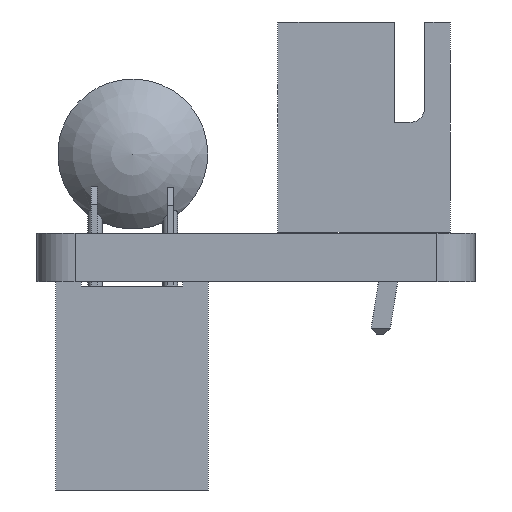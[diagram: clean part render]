
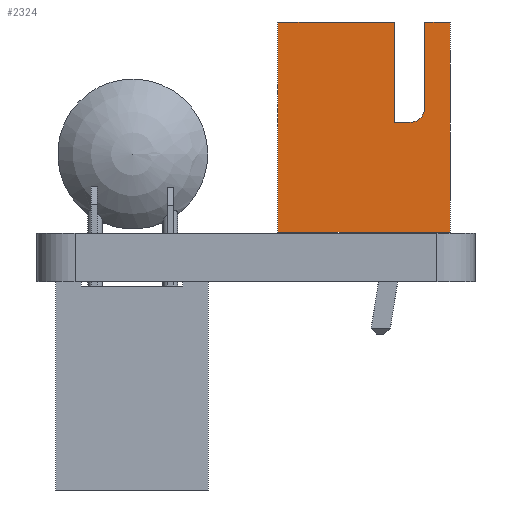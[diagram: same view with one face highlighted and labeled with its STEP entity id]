
A CAD part, left-side view. The second image highlights one B-rep face of the part: STEP entity #2324.
In plain terms, the highlighted face is planar.
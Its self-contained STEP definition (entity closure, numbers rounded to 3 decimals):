
#1383 = PLANE('',#1384);
#1384 = AXIS2_PLACEMENT_3D('',#1385,#1386,#1387);
#1385 = CARTESIAN_POINT('',(1.25,-0.525,7.));
#1386 = DIRECTION('',(0.,0.,1.));
#1387 = DIRECTION('',(-1.,0.,0.));
#1436 = VERTEX_POINT('',#1437);
#1437 = CARTESIAN_POINT('',(4.95,-3.4,7.));
#1451 = PLANE('',#1452);
#1452 = AXIS2_PLACEMENT_3D('',#1453,#1454,#1455);
#1453 = CARTESIAN_POINT('',(-2.45,-3.4,0.));
#1454 = DIRECTION('',(0.,1.,0.));
#1455 = DIRECTION('',(1.,0.,0.));
#1463 = EDGE_CURVE('',#1436,#1464,#1466,.T.);
#1464 = VERTEX_POINT('',#1465);
#1465 = CARTESIAN_POINT('',(4.95,0.5,7.));
#1466 = SURFACE_CURVE('',#1467,(#1471,#1478),.PCURVE_S1.);
#1467 = LINE('',#1468,#1469);
#1468 = CARTESIAN_POINT('',(4.95,-3.4,7.));
#1469 = VECTOR('',#1470,1.);
#1470 = DIRECTION('',(0.,1.,0.));
#1471 = PCURVE('',#1383,#1472);
#1472 = DEFINITIONAL_REPRESENTATION('',(#1473),#1477);
#1473 = LINE('',#1474,#1475);
#1474 = CARTESIAN_POINT('',(-3.7,2.875));
#1475 = VECTOR('',#1476,1.);
#1476 = DIRECTION('',(0.,-1.));
#1477 = ( GEOMETRIC_REPRESENTATION_CONTEXT(2) 
PARAMETRIC_REPRESENTATION_CONTEXT() REPRESENTATION_CONTEXT('2D SPACE',''
  ) );
#1478 = PCURVE('',#1479,#1484);
#1479 = PLANE('',#1480);
#1480 = AXIS2_PLACEMENT_3D('',#1481,#1482,#1483);
#1481 = CARTESIAN_POINT('',(4.95,-3.4,0.));
#1482 = DIRECTION('',(-1.,0.,0.));
#1483 = DIRECTION('',(0.,1.,0.));
#1484 = DEFINITIONAL_REPRESENTATION('',(#1485),#1489);
#1485 = LINE('',#1486,#1487);
#1486 = CARTESIAN_POINT('',(0.,-7.));
#1487 = VECTOR('',#1488,1.);
#1488 = DIRECTION('',(1.,0.));
#1489 = ( GEOMETRIC_REPRESENTATION_CONTEXT(2) 
PARAMETRIC_REPRESENTATION_CONTEXT() REPRESENTATION_CONTEXT('2D SPACE',''
  ) );
#1507 = PLANE('',#1508);
#1508 = AXIS2_PLACEMENT_3D('',#1509,#1510,#1511);
#1509 = CARTESIAN_POINT('',(4.95,0.5,3.65));
#1510 = DIRECTION('',(0.,1.,0.));
#1511 = DIRECTION('',(0.,-0.,1.));
#1803 = PLANE('',#1804);
#1804 = AXIS2_PLACEMENT_3D('',#1805,#1806,#1807);
#1805 = CARTESIAN_POINT('',(4.95,2.35,0.));
#1806 = DIRECTION('',(0.,-1.,0.));
#1807 = DIRECTION('',(-1.,0.,0.));
#1859 = PLANE('',#1860);
#1860 = AXIS2_PLACEMENT_3D('',#1861,#1862,#1863);
#1861 = CARTESIAN_POINT('',(1.25,1.5,4.581));
#1862 = DIRECTION('',(0.,-1.,0.));
#1863 = DIRECTION('',(0.,0.,1.));
#2026 = EDGE_CURVE('',#2027,#1436,#2029,.T.);
#2027 = VERTEX_POINT('',#2028);
#2028 = CARTESIAN_POINT('',(4.95,-3.4,0.));
#2029 = SURFACE_CURVE('',#2030,(#2034,#2041),.PCURVE_S1.);
#2030 = LINE('',#2031,#2032);
#2031 = CARTESIAN_POINT('',(4.95,-3.4,0.));
#2032 = VECTOR('',#2033,1.);
#2033 = DIRECTION('',(0.,0.,1.));
#2034 = PCURVE('',#1451,#2035);
#2035 = DEFINITIONAL_REPRESENTATION('',(#2036),#2040);
#2036 = LINE('',#2037,#2038);
#2037 = CARTESIAN_POINT('',(7.4,0.));
#2038 = VECTOR('',#2039,1.);
#2039 = DIRECTION('',(0.,-1.));
#2040 = ( GEOMETRIC_REPRESENTATION_CONTEXT(2) 
PARAMETRIC_REPRESENTATION_CONTEXT() REPRESENTATION_CONTEXT('2D SPACE',''
  ) );
#2041 = PCURVE('',#1479,#2042);
#2042 = DEFINITIONAL_REPRESENTATION('',(#2043),#2047);
#2043 = LINE('',#2044,#2045);
#2044 = CARTESIAN_POINT('',(0.,0.));
#2045 = VECTOR('',#2046,1.);
#2046 = DIRECTION('',(0.,-1.));
#2047 = ( GEOMETRIC_REPRESENTATION_CONTEXT(2) 
PARAMETRIC_REPRESENTATION_CONTEXT() REPRESENTATION_CONTEXT('2D SPACE',''
  ) );
#2065 = PLANE('',#2066);
#2066 = AXIS2_PLACEMENT_3D('',#2067,#2068,#2069);
#2067 = CARTESIAN_POINT('',(1.25,-0.525,0.));
#2068 = DIRECTION('',(0.,0.,1.));
#2069 = DIRECTION('',(-1.,0.,0.));
#2324 = ADVANCED_FACE('',(#2325),#1479,.F.);
#2325 = FACE_BOUND('',#2326,.F.);
#2326 = EDGE_LOOP('',(#2327,#2350,#2351,#2352,#2375,#2403,#2432,#2455,
    #2483));
#2327 = ORIENTED_EDGE('',*,*,#2328,.F.);
#2328 = EDGE_CURVE('',#2027,#2329,#2331,.T.);
#2329 = VERTEX_POINT('',#2330);
#2330 = CARTESIAN_POINT('',(4.95,2.35,0.));
#2331 = SURFACE_CURVE('',#2332,(#2336,#2343),.PCURVE_S1.);
#2332 = LINE('',#2333,#2334);
#2333 = CARTESIAN_POINT('',(4.95,-3.4,0.));
#2334 = VECTOR('',#2335,1.);
#2335 = DIRECTION('',(0.,1.,0.));
#2336 = PCURVE('',#1479,#2337);
#2337 = DEFINITIONAL_REPRESENTATION('',(#2338),#2342);
#2338 = LINE('',#2339,#2340);
#2339 = CARTESIAN_POINT('',(0.,0.));
#2340 = VECTOR('',#2341,1.);
#2341 = DIRECTION('',(1.,0.));
#2342 = ( GEOMETRIC_REPRESENTATION_CONTEXT(2) 
PARAMETRIC_REPRESENTATION_CONTEXT() REPRESENTATION_CONTEXT('2D SPACE',''
  ) );
#2343 = PCURVE('',#2065,#2344);
#2344 = DEFINITIONAL_REPRESENTATION('',(#2345),#2349);
#2345 = LINE('',#2346,#2347);
#2346 = CARTESIAN_POINT('',(-3.7,2.875));
#2347 = VECTOR('',#2348,1.);
#2348 = DIRECTION('',(0.,-1.));
#2349 = ( GEOMETRIC_REPRESENTATION_CONTEXT(2) 
PARAMETRIC_REPRESENTATION_CONTEXT() REPRESENTATION_CONTEXT('2D SPACE',''
  ) );
#2350 = ORIENTED_EDGE('',*,*,#2026,.T.);
#2351 = ORIENTED_EDGE('',*,*,#1463,.T.);
#2352 = ORIENTED_EDGE('',*,*,#2353,.F.);
#2353 = EDGE_CURVE('',#2354,#1464,#2356,.T.);
#2354 = VERTEX_POINT('',#2355);
#2355 = CARTESIAN_POINT('',(4.95,0.5,3.65));
#2356 = SURFACE_CURVE('',#2357,(#2361,#2368),.PCURVE_S1.);
#2357 = LINE('',#2358,#2359);
#2358 = CARTESIAN_POINT('',(4.95,0.5,3.65));
#2359 = VECTOR('',#2360,1.);
#2360 = DIRECTION('',(0.,0.,1.));
#2361 = PCURVE('',#1479,#2362);
#2362 = DEFINITIONAL_REPRESENTATION('',(#2363),#2367);
#2363 = LINE('',#2364,#2365);
#2364 = CARTESIAN_POINT('',(3.9,-3.65));
#2365 = VECTOR('',#2366,1.);
#2366 = DIRECTION('',(0.,-1.));
#2367 = ( GEOMETRIC_REPRESENTATION_CONTEXT(2) 
PARAMETRIC_REPRESENTATION_CONTEXT() REPRESENTATION_CONTEXT('2D SPACE',''
  ) );
#2368 = PCURVE('',#1507,#2369);
#2369 = DEFINITIONAL_REPRESENTATION('',(#2370),#2374);
#2370 = LINE('',#2371,#2372);
#2371 = CARTESIAN_POINT('',(0.,0.));
#2372 = VECTOR('',#2373,1.);
#2373 = DIRECTION('',(1.,0.));
#2374 = ( GEOMETRIC_REPRESENTATION_CONTEXT(2) 
PARAMETRIC_REPRESENTATION_CONTEXT() REPRESENTATION_CONTEXT('2D SPACE',''
  ) );
#2375 = ORIENTED_EDGE('',*,*,#2376,.F.);
#2376 = EDGE_CURVE('',#2377,#2354,#2379,.T.);
#2377 = VERTEX_POINT('',#2378);
#2378 = CARTESIAN_POINT('',(4.95,1.,3.65));
#2379 = SURFACE_CURVE('',#2380,(#2384,#2391),.PCURVE_S1.);
#2380 = LINE('',#2381,#2382);
#2381 = CARTESIAN_POINT('',(4.95,1.,3.65));
#2382 = VECTOR('',#2383,1.);
#2383 = DIRECTION('',(0.,-1.,0.));
#2384 = PCURVE('',#1479,#2385);
#2385 = DEFINITIONAL_REPRESENTATION('',(#2386),#2390);
#2386 = LINE('',#2387,#2388);
#2387 = CARTESIAN_POINT('',(4.4,-3.65));
#2388 = VECTOR('',#2389,1.);
#2389 = DIRECTION('',(-1.,-0.));
#2390 = ( GEOMETRIC_REPRESENTATION_CONTEXT(2) 
PARAMETRIC_REPRESENTATION_CONTEXT() REPRESENTATION_CONTEXT('2D SPACE',''
  ) );
#2391 = PCURVE('',#2392,#2397);
#2392 = PLANE('',#2393);
#2393 = AXIS2_PLACEMENT_3D('',#2394,#2395,#2396);
#2394 = CARTESIAN_POINT('',(4.95,1.,3.65));
#2395 = DIRECTION('',(0.,0.,1.));
#2396 = DIRECTION('',(0.,-1.,0.));
#2397 = DEFINITIONAL_REPRESENTATION('',(#2398),#2402);
#2398 = LINE('',#2399,#2400);
#2399 = CARTESIAN_POINT('',(0.,0.));
#2400 = VECTOR('',#2401,1.);
#2401 = DIRECTION('',(1.,0.));
#2402 = ( GEOMETRIC_REPRESENTATION_CONTEXT(2) 
PARAMETRIC_REPRESENTATION_CONTEXT() REPRESENTATION_CONTEXT('2D SPACE',''
  ) );
#2403 = ORIENTED_EDGE('',*,*,#2404,.F.);
#2404 = EDGE_CURVE('',#2405,#2377,#2407,.T.);
#2405 = VERTEX_POINT('',#2406);
#2406 = CARTESIAN_POINT('',(4.95,1.5,4.15));
#2407 = SURFACE_CURVE('',#2408,(#2413,#2420),.PCURVE_S1.);
#2408 = CIRCLE('',#2409,0.5);
#2409 = AXIS2_PLACEMENT_3D('',#2410,#2411,#2412);
#2410 = CARTESIAN_POINT('',(4.95,1.,4.15));
#2411 = DIRECTION('',(-1.,0.,0.));
#2412 = DIRECTION('',(0.,1.,0.));
#2413 = PCURVE('',#1479,#2414);
#2414 = DEFINITIONAL_REPRESENTATION('',(#2415),#2419);
#2415 = CIRCLE('',#2416,0.5);
#2416 = AXIS2_PLACEMENT_2D('',#2417,#2418);
#2417 = CARTESIAN_POINT('',(4.4,-4.15));
#2418 = DIRECTION('',(1.,0.));
#2419 = ( GEOMETRIC_REPRESENTATION_CONTEXT(2) 
PARAMETRIC_REPRESENTATION_CONTEXT() REPRESENTATION_CONTEXT('2D SPACE',''
  ) );
#2420 = PCURVE('',#2421,#2426);
#2421 = CYLINDRICAL_SURFACE('',#2422,0.5);
#2422 = AXIS2_PLACEMENT_3D('',#2423,#2424,#2425);
#2423 = CARTESIAN_POINT('',(4.95,1.,4.15));
#2424 = DIRECTION('',(1.,0.,-0.));
#2425 = DIRECTION('',(0.,1.,0.));
#2426 = DEFINITIONAL_REPRESENTATION('',(#2427),#2431);
#2427 = LINE('',#2428,#2429);
#2428 = CARTESIAN_POINT('',(6.283,0.));
#2429 = VECTOR('',#2430,1.);
#2430 = DIRECTION('',(-1.,0.));
#2431 = ( GEOMETRIC_REPRESENTATION_CONTEXT(2) 
PARAMETRIC_REPRESENTATION_CONTEXT() REPRESENTATION_CONTEXT('2D SPACE',''
  ) );
#2432 = ORIENTED_EDGE('',*,*,#2433,.F.);
#2433 = EDGE_CURVE('',#2434,#2405,#2436,.T.);
#2434 = VERTEX_POINT('',#2435);
#2435 = CARTESIAN_POINT('',(4.95,1.5,7.));
#2436 = SURFACE_CURVE('',#2437,(#2441,#2448),.PCURVE_S1.);
#2437 = LINE('',#2438,#2439);
#2438 = CARTESIAN_POINT('',(4.95,1.5,7.));
#2439 = VECTOR('',#2440,1.);
#2440 = DIRECTION('',(-0.,0.,-1.));
#2441 = PCURVE('',#1479,#2442);
#2442 = DEFINITIONAL_REPRESENTATION('',(#2443),#2447);
#2443 = LINE('',#2444,#2445);
#2444 = CARTESIAN_POINT('',(4.9,-7.));
#2445 = VECTOR('',#2446,1.);
#2446 = DIRECTION('',(0.,1.));
#2447 = ( GEOMETRIC_REPRESENTATION_CONTEXT(2) 
PARAMETRIC_REPRESENTATION_CONTEXT() REPRESENTATION_CONTEXT('2D SPACE',''
  ) );
#2448 = PCURVE('',#1859,#2449);
#2449 = DEFINITIONAL_REPRESENTATION('',(#2450),#2454);
#2450 = LINE('',#2451,#2452);
#2451 = CARTESIAN_POINT('',(2.419,-3.7));
#2452 = VECTOR('',#2453,1.);
#2453 = DIRECTION('',(-1.,0.));
#2454 = ( GEOMETRIC_REPRESENTATION_CONTEXT(2) 
PARAMETRIC_REPRESENTATION_CONTEXT() REPRESENTATION_CONTEXT('2D SPACE',''
  ) );
#2455 = ORIENTED_EDGE('',*,*,#2456,.T.);
#2456 = EDGE_CURVE('',#2434,#2457,#2459,.T.);
#2457 = VERTEX_POINT('',#2458);
#2458 = CARTESIAN_POINT('',(4.95,2.35,7.));
#2459 = SURFACE_CURVE('',#2460,(#2464,#2471),.PCURVE_S1.);
#2460 = LINE('',#2461,#2462);
#2461 = CARTESIAN_POINT('',(4.95,-3.4,7.));
#2462 = VECTOR('',#2463,1.);
#2463 = DIRECTION('',(0.,1.,0.));
#2464 = PCURVE('',#1479,#2465);
#2465 = DEFINITIONAL_REPRESENTATION('',(#2466),#2470);
#2466 = LINE('',#2467,#2468);
#2467 = CARTESIAN_POINT('',(0.,-7.));
#2468 = VECTOR('',#2469,1.);
#2469 = DIRECTION('',(1.,0.));
#2470 = ( GEOMETRIC_REPRESENTATION_CONTEXT(2) 
PARAMETRIC_REPRESENTATION_CONTEXT() REPRESENTATION_CONTEXT('2D SPACE',''
  ) );
#2471 = PCURVE('',#2472,#2477);
#2472 = PLANE('',#2473);
#2473 = AXIS2_PLACEMENT_3D('',#2474,#2475,#2476);
#2474 = CARTESIAN_POINT('',(1.25,-0.525,7.));
#2475 = DIRECTION('',(0.,0.,1.));
#2476 = DIRECTION('',(-1.,0.,0.));
#2477 = DEFINITIONAL_REPRESENTATION('',(#2478),#2482);
#2478 = LINE('',#2479,#2480);
#2479 = CARTESIAN_POINT('',(-3.7,2.875));
#2480 = VECTOR('',#2481,1.);
#2481 = DIRECTION('',(0.,-1.));
#2482 = ( GEOMETRIC_REPRESENTATION_CONTEXT(2) 
PARAMETRIC_REPRESENTATION_CONTEXT() REPRESENTATION_CONTEXT('2D SPACE',''
  ) );
#2483 = ORIENTED_EDGE('',*,*,#2484,.F.);
#2484 = EDGE_CURVE('',#2329,#2457,#2485,.T.);
#2485 = SURFACE_CURVE('',#2486,(#2490,#2497),.PCURVE_S1.);
#2486 = LINE('',#2487,#2488);
#2487 = CARTESIAN_POINT('',(4.95,2.35,0.));
#2488 = VECTOR('',#2489,1.);
#2489 = DIRECTION('',(0.,0.,1.));
#2490 = PCURVE('',#1479,#2491);
#2491 = DEFINITIONAL_REPRESENTATION('',(#2492),#2496);
#2492 = LINE('',#2493,#2494);
#2493 = CARTESIAN_POINT('',(5.75,0.));
#2494 = VECTOR('',#2495,1.);
#2495 = DIRECTION('',(0.,-1.));
#2496 = ( GEOMETRIC_REPRESENTATION_CONTEXT(2) 
PARAMETRIC_REPRESENTATION_CONTEXT() REPRESENTATION_CONTEXT('2D SPACE',''
  ) );
#2497 = PCURVE('',#1803,#2498);
#2498 = DEFINITIONAL_REPRESENTATION('',(#2499),#2503);
#2499 = LINE('',#2500,#2501);
#2500 = CARTESIAN_POINT('',(0.,0.));
#2501 = VECTOR('',#2502,1.);
#2502 = DIRECTION('',(0.,-1.));
#2503 = ( GEOMETRIC_REPRESENTATION_CONTEXT(2) 
PARAMETRIC_REPRESENTATION_CONTEXT() REPRESENTATION_CONTEXT('2D SPACE',''
  ) );
